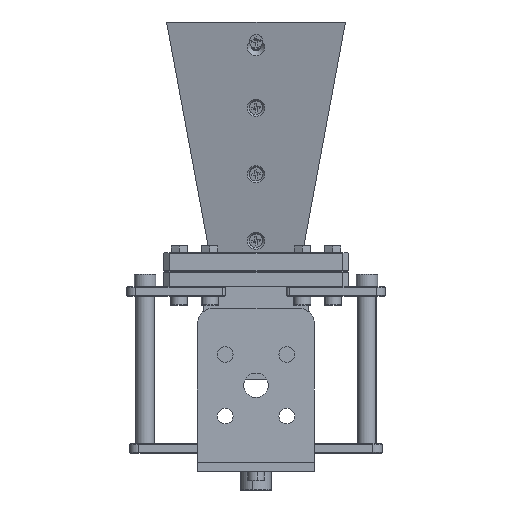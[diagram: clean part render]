
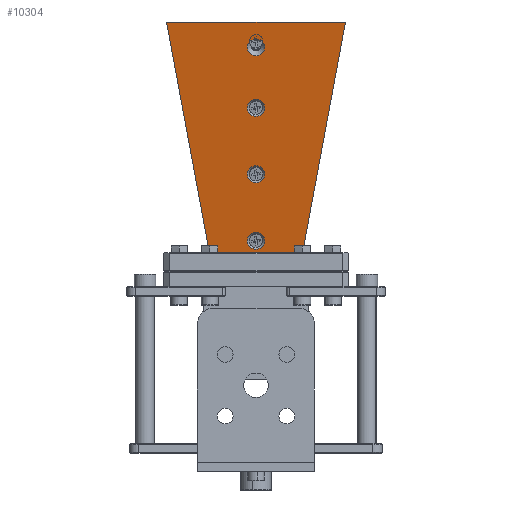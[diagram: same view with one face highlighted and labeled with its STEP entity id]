
A CAD part, front view. The second image highlights one B-rep face of the part: STEP entity #10304.
In plain terms, the highlighted planar face has unit normal (0, -0.982, -0.191).
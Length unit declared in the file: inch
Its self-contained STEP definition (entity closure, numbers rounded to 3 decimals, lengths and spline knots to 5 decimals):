
#2 = DIRECTION ( 'NONE',  ( 0., 0.191, -0.982 ) ) ;
#178 = EDGE_CURVE ( 'NONE', #31981, #31981, #13295, .T. ) ;
#211 = DIRECTION ( 'NONE',  ( 0., -0.982, -0.191 ) ) ;
#289 = DIRECTION ( 'NONE',  ( 0., 0.191, -0.982 ) ) ;
#463 = VERTEX_POINT ( 'NONE', #14165 ) ;
#601 = DIRECTION ( 'NONE',  ( 1., 0., 0. ) ) ;
#750 = LINE ( 'NONE', #30867, #15982 ) ;
#2341 = DIRECTION ( 'NONE',  ( 1., 0., 0. ) ) ;
#2603 = DIRECTION ( 'NONE',  ( -0.179, 0.188, -0.966 ) ) ;
#2972 = AXIS2_PLACEMENT_3D ( 'NONE', #12746, #21471, #29392 ) ;
#3008 = CARTESIAN_POINT ( 'NONE',  ( 0., -0.52834, 2.26526 ) ) ;
#3144 = LINE ( 'NONE', #19437, #15890 ) ;
#3532 = CIRCLE ( 'NONE', #32705, 0.11024 ) ;
#4761 = CARTESIAN_POINT ( 'NONE',  ( 0., -0.34198, 1.30683 ) ) ;
#4846 = CARTESIAN_POINT ( 'NONE',  ( 0., -0.67262, 3.00726 ) ) ;
#5141 = VERTEX_POINT ( 'NONE', #21411 ) ;
#5434 = LINE ( 'NONE', #21708, #19377 ) ;
#5813 = VERTEX_POINT ( 'NONE', #30304 ) ;
#6517 = FACE_BOUND ( 'NONE', #17727, .T. ) ;
#6860 = FACE_BOUND ( 'NONE', #7706, .T. ) ;
#7706 = EDGE_LOOP ( 'NONE', ( #17522 ) ) ;
#7742 = FACE_OUTER_BOUND ( 'NONE', #28773, .T. ) ;
#7848 = AXIS2_PLACEMENT_3D ( 'NONE', #3008, #24851, #289 ) ;
#8507 = ORIENTED_EDGE ( 'NONE', *, *, #10183, .F. ) ;
#8660 = CARTESIAN_POINT ( 'NONE',  ( 0., -0.36302, 1.41504 ) ) ;
#9397 = ORIENTED_EDGE ( 'NONE', *, *, #32667, .F. ) ;
#10183 = EDGE_CURVE ( 'NONE', #463, #5141, #750, .T. ) ;
#10304 = ADVANCED_FACE ( 'NONE', ( #31389, #6860, #6517, #31749, #7742 ), #18485, .F. ) ;
#11228 = EDGE_CURVE ( 'NONE', #34443, #5813, #19787, .T. ) ;
#12594 = DIRECTION ( 'NONE',  ( 0., 0.982, 0.191 ) ) ;
#12746 = CARTESIAN_POINT ( 'NONE',  ( 0., -0.69366, 3.11547 ) ) ;
#13295 = CIRCLE ( 'NONE', #17866, 0.11024 ) ;
#14165 = CARTESIAN_POINT ( 'NONE',  ( 0.59627, -0.33284, 1.25984 ) ) ;
#14859 = AXIS2_PLACEMENT_3D ( 'NONE', #18654, #12594, #2341 ) ;
#15079 = CARTESIAN_POINT ( 'NONE',  ( 0., -0.5073, 2.15705 ) ) ;
#15631 = VECTOR ( 'NONE', #601, 39.37008 ) ;
#15658 = DIRECTION ( 'NONE',  ( 0.179, 0.188, -0.966 ) ) ;
#15890 = VECTOR ( 'NONE', #2603, 39.37008 ) ;
#15982 = VECTOR ( 'NONE', #28169, 39.37008 ) ;
#16471 = CARTESIAN_POINT ( 'NONE',  ( -1.14307, -0.90699, 4.2126 ) ) ;
#16752 = CARTESIAN_POINT ( 'NONE',  ( 0., -0.90699, 4.2126 ) ) ;
#17522 = ORIENTED_EDGE ( 'NONE', *, *, #25831, .F. ) ;
#17727 = EDGE_LOOP ( 'NONE', ( #18866 ) ) ;
#17866 = AXIS2_PLACEMENT_3D ( 'NONE', #8660, #211, #21903 ) ;
#18455 = ORIENTED_EDGE ( 'NONE', *, *, #30507, .T. ) ;
#18464 = VERTEX_POINT ( 'NONE', #4846 ) ;
#18485 = PLANE ( 'NONE',  #14859 ) ;
#18654 = CARTESIAN_POINT ( 'NONE',  ( 0., -0.59618, 2.61415 ) ) ;
#18866 = ORIENTED_EDGE ( 'NONE', *, *, #33016, .F. ) ;
#19377 = VECTOR ( 'NONE', #15658, 39.37008 ) ;
#19437 = CARTESIAN_POINT ( 'NONE',  ( 0.82707, -0.57519, 2.50621 ) ) ;
#19503 = ORIENTED_EDGE ( 'NONE', *, *, #178, .F. ) ;
#19787 = LINE ( 'NONE', #16752, #15631 ) ;
#21129 = CARTESIAN_POINT ( 'NONE',  ( 0., -0.82278, 3.77955 ) ) ;
#21175 = ORIENTED_EDGE ( 'NONE', *, *, #11228, .F. ) ;
#21310 = VERTEX_POINT ( 'NONE', #21129 ) ;
#21411 = CARTESIAN_POINT ( 'NONE',  ( -0.59627, -0.33284, 1.25984 ) ) ;
#21471 = DIRECTION ( 'NONE',  ( 0., -0.982, -0.191 ) ) ;
#21708 = CARTESIAN_POINT ( 'NONE',  ( -0.81997, -0.56773, 2.46783 ) ) ;
#21903 = DIRECTION ( 'NONE',  ( 0., 0.191, -0.982 ) ) ;
#22050 = EDGE_LOOP ( 'NONE', ( #9397 ) ) ;
#24727 = CIRCLE ( 'NONE', #2972, 0.11024 ) ;
#24851 = DIRECTION ( 'NONE',  ( 0., -0.982, -0.191 ) ) ;
#25831 = EDGE_CURVE ( 'NONE', #31548, #31548, #26690, .T. ) ;
#26181 = EDGE_CURVE ( 'NONE', #5813, #463, #3144, .T. ) ;
#26690 = CIRCLE ( 'NONE', #7848, 0.11024 ) ;
#27784 = DIRECTION ( 'NONE',  ( 0., -0.982, -0.191 ) ) ;
#28169 = DIRECTION ( 'NONE',  ( -1., 0., 0. ) ) ;
#28440 = EDGE_LOOP ( 'NONE', ( #19503 ) ) ;
#28773 = EDGE_LOOP ( 'NONE', ( #8507, #30597, #21175, #18455 ) ) ;
#29392 = DIRECTION ( 'NONE',  ( 0., 0.191, -0.982 ) ) ;
#30135 = CARTESIAN_POINT ( 'NONE',  ( 0., -0.84382, 3.88776 ) ) ;
#30304 = CARTESIAN_POINT ( 'NONE',  ( 1.14307, -0.90699, 4.2126 ) ) ;
#30507 = EDGE_CURVE ( 'NONE', #34443, #5141, #5434, .T. ) ;
#30597 = ORIENTED_EDGE ( 'NONE', *, *, #26181, .F. ) ;
#30867 = CARTESIAN_POINT ( 'NONE',  ( 0., -0.33284, 1.25984 ) ) ;
#31389 = FACE_BOUND ( 'NONE', #28440, .T. ) ;
#31548 = VERTEX_POINT ( 'NONE', #15079 ) ;
#31749 = FACE_BOUND ( 'NONE', #22050, .T. ) ;
#31981 = VERTEX_POINT ( 'NONE', #4761 ) ;
#32667 = EDGE_CURVE ( 'NONE', #21310, #21310, #3532, .T. ) ;
#32705 = AXIS2_PLACEMENT_3D ( 'NONE', #30135, #27784, #2 ) ;
#33016 = EDGE_CURVE ( 'NONE', #18464, #18464, #24727, .T. ) ;
#34443 = VERTEX_POINT ( 'NONE', #16471 ) ;
